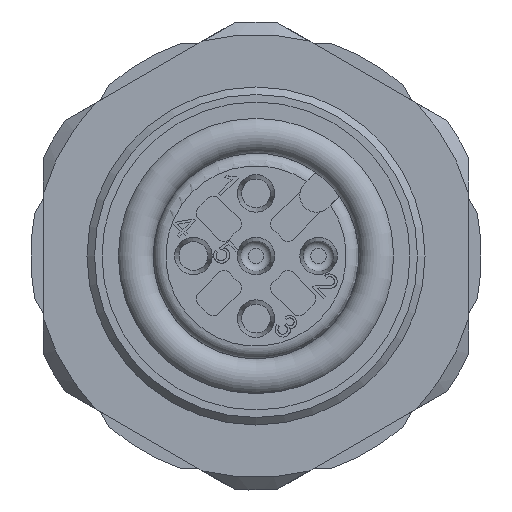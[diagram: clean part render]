
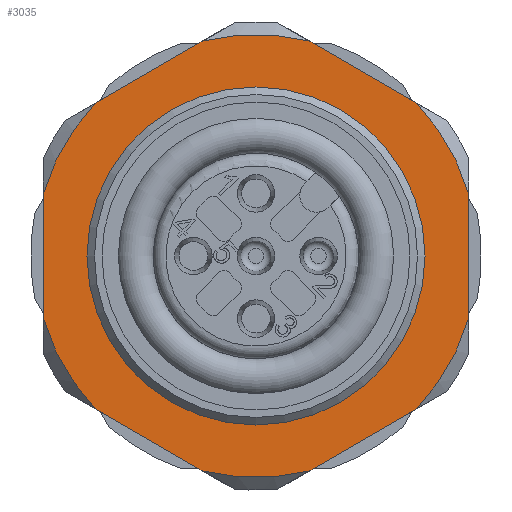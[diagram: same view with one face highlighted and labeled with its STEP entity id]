
A CAD part, front view. The second image highlights one B-rep face of the part: STEP entity #3035.
In plain terms, the highlighted planar face has unit normal (0, -1, 0).
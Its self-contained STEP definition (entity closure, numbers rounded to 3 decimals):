
#419=LINE('',#5110,#676);
#420=LINE('',#5115,#677);
#421=LINE('',#5119,#678);
#422=LINE('',#5123,#679);
#423=LINE('',#5127,#680);
#424=LINE('',#5131,#681);
#676=VECTOR('',#4125,1.);
#677=VECTOR('',#4128,1.);
#678=VECTOR('',#4131,1.);
#679=VECTOR('',#4134,1.);
#680=VECTOR('',#4137,1.);
#681=VECTOR('',#4140,1.);
#966=PLANE('',#3775);
#1067=EDGE_LOOP('',(#1368));
#1068=EDGE_LOOP('',(#1369,#1370,#1371,#1372,#1373,#1374,#1375,#1376,#1377,
#1378,#1379,#1380));
#1368=ORIENTED_EDGE('',*,*,#2354,.T.);
#1369=ORIENTED_EDGE('',*,*,#2355,.F.);
#1370=ORIENTED_EDGE('',*,*,#2356,.F.);
#1371=ORIENTED_EDGE('',*,*,#2357,.F.);
#1372=ORIENTED_EDGE('',*,*,#2358,.F.);
#1373=ORIENTED_EDGE('',*,*,#2359,.F.);
#1374=ORIENTED_EDGE('',*,*,#2360,.F.);
#1375=ORIENTED_EDGE('',*,*,#2361,.F.);
#1376=ORIENTED_EDGE('',*,*,#2362,.F.);
#1377=ORIENTED_EDGE('',*,*,#2363,.F.);
#1378=ORIENTED_EDGE('',*,*,#2364,.F.);
#1379=ORIENTED_EDGE('',*,*,#2365,.F.);
#1380=ORIENTED_EDGE('',*,*,#2366,.F.);
#2354=EDGE_CURVE('',#3414,#3414,#2847,.T.);
#2355=EDGE_CURVE('',#3415,#3416,#419,.T.);
#2356=EDGE_CURVE('',#3417,#3415,#2848,.T.);
#2357=EDGE_CURVE('',#3418,#3417,#420,.T.);
#2358=EDGE_CURVE('',#3419,#3418,#2849,.T.);
#2359=EDGE_CURVE('',#3420,#3419,#421,.T.);
#2360=EDGE_CURVE('',#3421,#3420,#2850,.T.);
#2361=EDGE_CURVE('',#3422,#3421,#422,.T.);
#2362=EDGE_CURVE('',#3423,#3422,#2851,.T.);
#2363=EDGE_CURVE('',#3424,#3423,#423,.T.);
#2364=EDGE_CURVE('',#3425,#3424,#2852,.T.);
#2365=EDGE_CURVE('',#3426,#3425,#424,.T.);
#2366=EDGE_CURVE('',#3416,#3426,#2853,.T.);
#2847=CIRCLE('',#3768,6.75);
#2848=CIRCLE('',#3769,8.85);
#2849=CIRCLE('',#3770,8.85);
#2850=CIRCLE('',#3771,8.85);
#2851=CIRCLE('',#3772,8.85);
#2852=CIRCLE('',#3773,8.85);
#2853=CIRCLE('',#3774,8.85);
#3035=ADVANCED_FACE('',(#3268,#3269),#966,.F.);
#3268=FACE_BOUND('',#1067,.T.);
#3269=FACE_BOUND('',#1068,.T.);
#3414=VERTEX_POINT('',#5109);
#3415=VERTEX_POINT('',#5111);
#3416=VERTEX_POINT('',#5112);
#3417=VERTEX_POINT('',#5114);
#3418=VERTEX_POINT('',#5116);
#3419=VERTEX_POINT('',#5118);
#3420=VERTEX_POINT('',#5120);
#3421=VERTEX_POINT('',#5122);
#3422=VERTEX_POINT('',#5124);
#3423=VERTEX_POINT('',#5126);
#3424=VERTEX_POINT('',#5128);
#3425=VERTEX_POINT('',#5130);
#3426=VERTEX_POINT('',#5132);
#3768=AXIS2_PLACEMENT_3D('',#5108,#4123,#4124);
#3769=AXIS2_PLACEMENT_3D('',#5113,#4126,#4127);
#3770=AXIS2_PLACEMENT_3D('',#5117,#4129,#4130);
#3771=AXIS2_PLACEMENT_3D('',#5121,#4132,#4133);
#3772=AXIS2_PLACEMENT_3D('',#5125,#4135,#4136);
#3773=AXIS2_PLACEMENT_3D('',#5129,#4138,#4139);
#3774=AXIS2_PLACEMENT_3D('',#5133,#4141,#4142);
#3775=AXIS2_PLACEMENT_3D('',#5134,#4143,#4144);
#4123=DIRECTION('',(0.,1.,0.));
#4124=DIRECTION('',(0.5,0.,-0.866));
#4125=DIRECTION('',(0.866,0.,-0.5));
#4126=DIRECTION('',(0.,1.,0.));
#4127=DIRECTION('',(0.5,0.,-0.866));
#4128=DIRECTION('',(0.866,0.,0.5));
#4129=DIRECTION('',(0.,1.,0.));
#4130=DIRECTION('',(0.5,0.,-0.866));
#4131=DIRECTION('',(0.,0.,1.));
#4132=DIRECTION('',(0.,1.,0.));
#4133=DIRECTION('',(0.5,0.,-0.866));
#4134=DIRECTION('',(-0.866,0.,0.5));
#4135=DIRECTION('',(0.,1.,0.));
#4136=DIRECTION('',(0.5,0.,-0.866));
#4137=DIRECTION('',(-0.866,0.,-0.5));
#4138=DIRECTION('',(0.,1.,0.));
#4139=DIRECTION('',(0.5,0.,-0.866));
#4140=DIRECTION('',(0.,0.,-1.));
#4141=DIRECTION('',(0.,1.,0.));
#4142=DIRECTION('',(0.5,0.,-0.866));
#4143=DIRECTION('',(0.,1.,0.));
#4144=DIRECTION('',(-0.5,0.,0.866));
#5108=CARTESIAN_POINT('',(0.,6.5,0.));
#5109=CARTESIAN_POINT('',(3.375,6.5,-5.846));
#5110=CARTESIAN_POINT('',(1.327,6.5,9.049));
#5111=CARTESIAN_POINT('',(2.116,6.5,8.593));
#5112=CARTESIAN_POINT('',(6.384,6.5,6.129));
#5113=CARTESIAN_POINT('',(0.,6.5,0.));
#5114=CARTESIAN_POINT('',(-2.116,6.5,8.593));
#5115=CARTESIAN_POINT('',(-10.096,6.5,3.986));
#5116=CARTESIAN_POINT('',(-6.384,6.5,6.129));
#5117=CARTESIAN_POINT('',(0.,6.5,0.));
#5118=CARTESIAN_POINT('',(-8.5,6.5,2.464));
#5119=CARTESIAN_POINT('',(-8.5,6.5,-3.375));
#5120=CARTESIAN_POINT('',(-8.5,6.5,-2.464));
#5121=CARTESIAN_POINT('',(0.,6.5,0.));
#5122=CARTESIAN_POINT('',(-6.384,6.5,-6.129));
#5123=CARTESIAN_POINT('',(-7.173,6.5,-5.674));
#5124=CARTESIAN_POINT('',(-2.116,6.5,-8.593));
#5125=CARTESIAN_POINT('',(0.,6.5,0.));
#5126=CARTESIAN_POINT('',(2.116,6.5,-8.593));
#5127=CARTESIAN_POINT('',(-1.596,6.5,-10.736));
#5128=CARTESIAN_POINT('',(6.384,6.5,-6.129));
#5129=CARTESIAN_POINT('',(0.,6.5,0.));
#5130=CARTESIAN_POINT('',(8.5,6.5,-2.464));
#5131=CARTESIAN_POINT('',(8.5,6.5,-3.375));
#5132=CARTESIAN_POINT('',(8.5,6.5,2.464));
#5133=CARTESIAN_POINT('',(0.,6.5,0.));
#5134=CARTESIAN_POINT('',(-5.846,6.5,-3.375));
